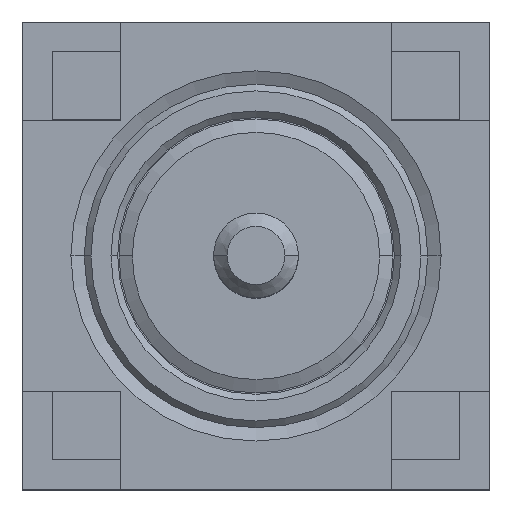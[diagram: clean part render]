
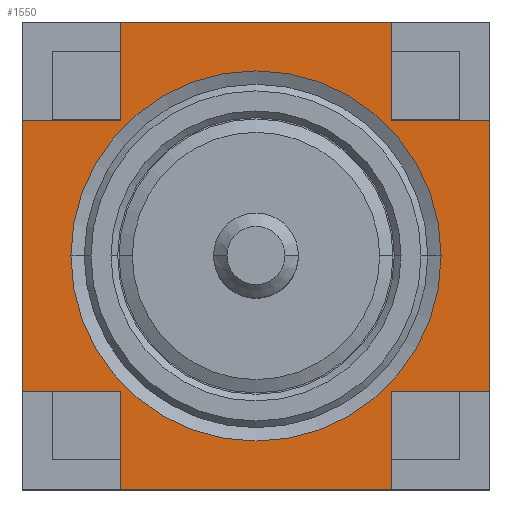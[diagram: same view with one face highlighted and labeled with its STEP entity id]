
A CAD part, top view. The second image highlights one B-rep face of the part: STEP entity #1550.
In plain terms, the highlighted planar face has unit normal (0, 0, 1).
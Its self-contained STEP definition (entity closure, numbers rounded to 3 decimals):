
#2 = VERTEX_POINT ( 'NONE', #974 ) ;
#33 = CARTESIAN_POINT ( 'NONE',  ( -3.5, 0., -0.5 ) ) ;
#34 = CARTESIAN_POINT ( 'NONE',  ( -2.03, -2.03, -0.5 ) ) ;
#47 = DIRECTION ( 'NONE',  ( 1., 0., 0. ) ) ;
#71 = DIRECTION ( 'NONE',  ( 0., 0., -1. ) ) ;
#77 = LINE ( 'NONE', #2472, #1157 ) ;
#112 = VERTEX_POINT ( 'NONE', #728 ) ;
#124 = EDGE_CURVE ( 'NONE', #2, #112, #633, .T. ) ;
#146 = CARTESIAN_POINT ( 'NONE',  ( 2.77, 0., -0.5 ) ) ;
#155 = EDGE_CURVE ( 'NONE', #1194, #613, #1729, .T. ) ;
#163 = VECTOR ( 'NONE', #552, 1000. ) ;
#168 = EDGE_CURVE ( 'NONE', #112, #719, #2751, .T. ) ;
#175 = ORIENTED_EDGE ( 'NONE', *, *, #2162, .T. ) ;
#243 = DIRECTION ( 'NONE',  ( 0., 1., 0. ) ) ;
#245 = CARTESIAN_POINT ( 'NONE',  ( 0., 2.03, -0.5 ) ) ;
#251 = VERTEX_POINT ( 'NONE', #34 ) ;
#311 = CARTESIAN_POINT ( 'NONE',  ( 0., -2.03, -0.5 ) ) ;
#354 = DIRECTION ( 'NONE',  ( -1., 0., 0. ) ) ;
#377 = CARTESIAN_POINT ( 'NONE',  ( -2.03, 0., -0.5 ) ) ;
#409 = VECTOR ( 'NONE', #2102, 1000. ) ;
#425 = VECTOR ( 'NONE', #2715, 1000. ) ;
#432 = CARTESIAN_POINT ( 'NONE',  ( -2.03, -3.5, -0.5 ) ) ;
#468 = DIRECTION ( 'NONE',  ( 0., 0., 1. ) ) ;
#497 = DIRECTION ( 'NONE',  ( 1., 0., 0. ) ) ;
#523 = DIRECTION ( 'NONE',  ( 0., -1., 0. ) ) ;
#552 = DIRECTION ( 'NONE',  ( 0., 1., 0. ) ) ;
#561 = DIRECTION ( 'NONE',  ( -1., 0., 0. ) ) ;
#583 = LINE ( 'NONE', #377, #963 ) ;
#590 = CARTESIAN_POINT ( 'NONE',  ( -2.03, 3.5, -0.5 ) ) ;
#613 = VERTEX_POINT ( 'NONE', #2241 ) ;
#633 = LINE ( 'NONE', #245, #1804 ) ;
#712 = ORIENTED_EDGE ( 'NONE', *, *, #944, .T. ) ;
#719 = VERTEX_POINT ( 'NONE', #590 ) ;
#721 = AXIS2_PLACEMENT_3D ( 'NONE', #2765, #71, #1063 ) ;
#728 = CARTESIAN_POINT ( 'NONE',  ( -2.03, 2.03, -0.5 ) ) ;
#876 = ORIENTED_EDGE ( 'NONE', *, *, #2599, .T. ) ;
#916 = EDGE_LOOP ( 'NONE', ( #2055, #1793, #712, #876, #2954, #1318, #2324, #1119, #175, #959, #956, #1239 ) ) ;
#920 = DIRECTION ( 'NONE',  ( 1., 0., 0. ) ) ;
#944 = EDGE_CURVE ( 'NONE', #1354, #1035, #2857, .T. ) ;
#953 = CARTESIAN_POINT ( 'NONE',  ( 2.03, 0., -0.5 ) ) ;
#956 = ORIENTED_EDGE ( 'NONE', *, *, #124, .F. ) ;
#959 = ORIENTED_EDGE ( 'NONE', *, *, #168, .F. ) ;
#963 = VECTOR ( 'NONE', #1588, 1000. ) ;
#971 = AXIS2_PLACEMENT_3D ( 'NONE', #2427, #468, #2667 ) ;
#974 = CARTESIAN_POINT ( 'NONE',  ( -3.5, 2.03, -0.5 ) ) ;
#1016 = LINE ( 'NONE', #311, #2797 ) ;
#1035 = VERTEX_POINT ( 'NONE', #2901 ) ;
#1038 = LINE ( 'NONE', #953, #1195 ) ;
#1048 = EDGE_CURVE ( 'NONE', #1150, #613, #2632, .T. ) ;
#1063 = DIRECTION ( 'NONE',  ( -1., 0., 0. ) ) ;
#1071 = ORIENTED_EDGE ( 'NONE', *, *, #1602, .T. ) ;
#1072 = CARTESIAN_POINT ( 'NONE',  ( 0., 0., -0.5 ) ) ;
#1075 = VERTEX_POINT ( 'NONE', #2182 ) ;
#1104 = EDGE_CURVE ( 'NONE', #2, #2244, #2788, .T. ) ;
#1119 = ORIENTED_EDGE ( 'NONE', *, *, #1940, .F. ) ;
#1150 = VERTEX_POINT ( 'NONE', #1992 ) ;
#1157 = VECTOR ( 'NONE', #561, 1000. ) ;
#1187 = VERTEX_POINT ( 'NONE', #2792 ) ;
#1192 = ORIENTED_EDGE ( 'NONE', *, *, #2221, .T. ) ;
#1194 = VERTEX_POINT ( 'NONE', #2099 ) ;
#1195 = VECTOR ( 'NONE', #2434, 1000. ) ;
#1198 = VERTEX_POINT ( 'NONE', #146 ) ;
#1213 = PLANE ( 'NONE',  #971 ) ;
#1221 = EDGE_CURVE ( 'NONE', #1354, #251, #583, .T. ) ;
#1239 = ORIENTED_EDGE ( 'NONE', *, *, #1104, .T. ) ;
#1254 = CARTESIAN_POINT ( 'NONE',  ( 3.5, 0., -0.5 ) ) ;
#1318 = ORIENTED_EDGE ( 'NONE', *, *, #1048, .T. ) ;
#1354 = VERTEX_POINT ( 'NONE', #432 ) ;
#1363 = VECTOR ( 'NONE', #243, 1000. ) ;
#1463 = FACE_OUTER_BOUND ( 'NONE', #916, .T. ) ;
#1494 = FACE_BOUND ( 'NONE', #1752, .T. ) ;
#1527 = CARTESIAN_POINT ( 'NONE',  ( 0., -2.03, -0.5 ) ) ;
#1534 = CIRCLE ( 'NONE', #2002, 2.77 ) ;
#1550 = ADVANCED_FACE ( 'NONE', ( #1463, #1494 ), #1213, .T. ) ;
#1578 = CIRCLE ( 'NONE', #721, 2.77 ) ;
#1588 = DIRECTION ( 'NONE',  ( 0., 1., 0. ) ) ;
#1595 = LINE ( 'NONE', #2077, #409 ) ;
#1602 = EDGE_CURVE ( 'NONE', #1198, #1789, #1534, .T. ) ;
#1667 = CARTESIAN_POINT ( 'NONE',  ( 0., -3.5, -0.5 ) ) ;
#1729 = LINE ( 'NONE', #2694, #3012 ) ;
#1752 = EDGE_LOOP ( 'NONE', ( #1071, #1192 ) ) ;
#1789 = VERTEX_POINT ( 'NONE', #2756 ) ;
#1790 = CARTESIAN_POINT ( 'NONE',  ( -3.5, -2.03, -0.5 ) ) ;
#1793 = ORIENTED_EDGE ( 'NONE', *, *, #1221, .F. ) ;
#1804 = VECTOR ( 'NONE', #2679, 1000. ) ;
#1862 = LINE ( 'NONE', #1527, #425 ) ;
#1940 = EDGE_CURVE ( 'NONE', #1075, #1194, #1038, .T. ) ;
#1992 = CARTESIAN_POINT ( 'NONE',  ( 3.5, -2.03, -0.5 ) ) ;
#2002 = AXIS2_PLACEMENT_3D ( 'NONE', #1072, #2753, #354 ) ;
#2020 = EDGE_CURVE ( 'NONE', #251, #2244, #1862, .T. ) ;
#2055 = ORIENTED_EDGE ( 'NONE', *, *, #2020, .F. ) ;
#2077 = CARTESIAN_POINT ( 'NONE',  ( 2.03, 0., -0.5 ) ) ;
#2099 = CARTESIAN_POINT ( 'NONE',  ( 2.03, 2.03, -0.5 ) ) ;
#2102 = DIRECTION ( 'NONE',  ( 0., 1., 0. ) ) ;
#2131 = VECTOR ( 'NONE', #920, 1000. ) ;
#2135 = VECTOR ( 'NONE', #523, 1000. ) ;
#2162 = EDGE_CURVE ( 'NONE', #1075, #719, #77, .T. ) ;
#2182 = CARTESIAN_POINT ( 'NONE',  ( 2.03, 3.5, -0.5 ) ) ;
#2221 = EDGE_CURVE ( 'NONE', #1789, #1198, #1578, .T. ) ;
#2241 = CARTESIAN_POINT ( 'NONE',  ( 3.5, 2.03, -0.5 ) ) ;
#2244 = VERTEX_POINT ( 'NONE', #1790 ) ;
#2324 = ORIENTED_EDGE ( 'NONE', *, *, #155, .F. ) ;
#2427 = CARTESIAN_POINT ( 'NONE',  ( 0., 0., -0.5 ) ) ;
#2434 = DIRECTION ( 'NONE',  ( 0., -1., 0. ) ) ;
#2472 = CARTESIAN_POINT ( 'NONE',  ( 0., 3.5, -0.5 ) ) ;
#2599 = EDGE_CURVE ( 'NONE', #1035, #1187, #1595, .T. ) ;
#2632 = LINE ( 'NONE', #1254, #1363 ) ;
#2667 = DIRECTION ( 'NONE',  ( 1., 0., 0. ) ) ;
#2679 = DIRECTION ( 'NONE',  ( 1., 0., 0. ) ) ;
#2694 = CARTESIAN_POINT ( 'NONE',  ( 0., 2.03, -0.5 ) ) ;
#2715 = DIRECTION ( 'NONE',  ( -1., 0., 0. ) ) ;
#2743 = CARTESIAN_POINT ( 'NONE',  ( -2.03, 0., -0.5 ) ) ;
#2751 = LINE ( 'NONE', #2743, #163 ) ;
#2753 = DIRECTION ( 'NONE',  ( 0., 0., -1. ) ) ;
#2756 = CARTESIAN_POINT ( 'NONE',  ( -2.77, 0., -0.5 ) ) ;
#2765 = CARTESIAN_POINT ( 'NONE',  ( 0., 0., -0.5 ) ) ;
#2788 = LINE ( 'NONE', #33, #2135 ) ;
#2792 = CARTESIAN_POINT ( 'NONE',  ( 2.03, -2.03, -0.5 ) ) ;
#2797 = VECTOR ( 'NONE', #47, 1000. ) ;
#2857 = LINE ( 'NONE', #1667, #2131 ) ;
#2901 = CARTESIAN_POINT ( 'NONE',  ( 2.03, -3.5, -0.5 ) ) ;
#2954 = ORIENTED_EDGE ( 'NONE', *, *, #2979, .T. ) ;
#2979 = EDGE_CURVE ( 'NONE', #1187, #1150, #1016, .T. ) ;
#3012 = VECTOR ( 'NONE', #497, 1000. ) ;
